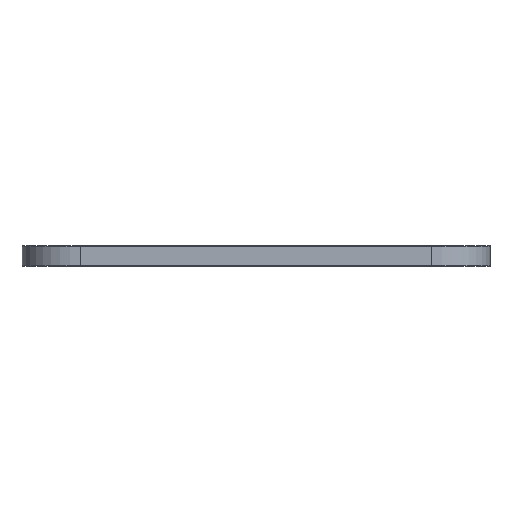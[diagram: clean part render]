
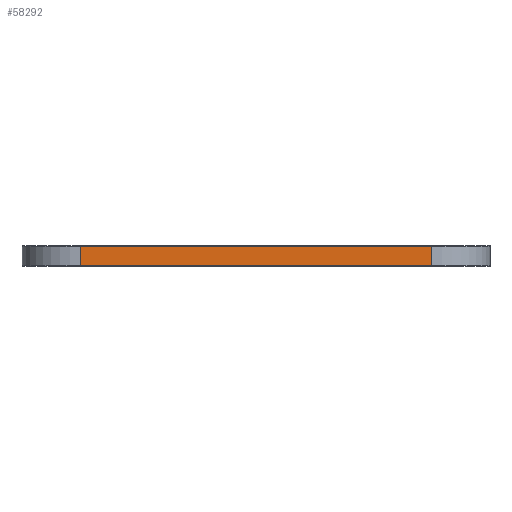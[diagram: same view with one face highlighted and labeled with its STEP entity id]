
A CAD part, left-side view. The second image highlights one B-rep face of the part: STEP entity #58292.
In plain terms, the highlighted planar face has unit normal (-1, 0, 0).
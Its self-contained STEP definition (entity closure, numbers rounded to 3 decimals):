
#57765 = VERTEX_POINT('',#57766);
#57766 = CARTESIAN_POINT('',(-35.75,21.,0.));
#57773 = EDGE_CURVE('',#57774,#57765,#57776,.T.);
#57774 = VERTEX_POINT('',#57775);
#57775 = CARTESIAN_POINT('',(-35.75,3.,0.));
#57776 = LINE('',#57777,#57778);
#57777 = CARTESIAN_POINT('',(-35.75,3.,0.));
#57778 = VECTOR('',#57779,1.);
#57779 = DIRECTION('',(0.,1.,0.));
#58015 = VERTEX_POINT('',#58016);
#58016 = CARTESIAN_POINT('',(-35.75,21.,1.));
#58023 = EDGE_CURVE('',#58024,#58015,#58026,.T.);
#58024 = VERTEX_POINT('',#58025);
#58025 = CARTESIAN_POINT('',(-35.75,3.,1.));
#58026 = LINE('',#58027,#58028);
#58027 = CARTESIAN_POINT('',(-35.75,3.,1.));
#58028 = VECTOR('',#58029,1.);
#58029 = DIRECTION('',(0.,1.,0.));
#58262 = EDGE_CURVE('',#57765,#58015,#58263,.T.);
#58263 = LINE('',#58264,#58265);
#58264 = CARTESIAN_POINT('',(-35.75,21.,0.));
#58265 = VECTOR('',#58266,1.);
#58266 = DIRECTION('',(0.,0.,1.));
#58292 = ADVANCED_FACE('',(#58293),#58304,.T.);
#58293 = FACE_BOUND('',#58294,.T.);
#58294 = EDGE_LOOP('',(#58295,#58301,#58302,#58303));
#58295 = ORIENTED_EDGE('',*,*,#58296,.T.);
#58296 = EDGE_CURVE('',#57774,#58024,#58297,.T.);
#58297 = LINE('',#58298,#58299);
#58298 = CARTESIAN_POINT('',(-35.75,3.,0.));
#58299 = VECTOR('',#58300,1.);
#58300 = DIRECTION('',(0.,0.,1.));
#58301 = ORIENTED_EDGE('',*,*,#58023,.T.);
#58302 = ORIENTED_EDGE('',*,*,#58262,.F.);
#58303 = ORIENTED_EDGE('',*,*,#57773,.F.);
#58304 = PLANE('',#58305);
#58305 = AXIS2_PLACEMENT_3D('',#58306,#58307,#58308);
#58306 = CARTESIAN_POINT('',(-35.75,3.,0.));
#58307 = DIRECTION('',(-1.,0.,0.));
#58308 = DIRECTION('',(0.,1.,0.));
